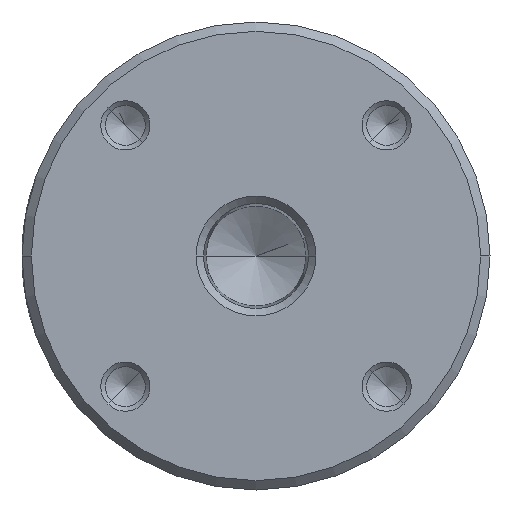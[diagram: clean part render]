
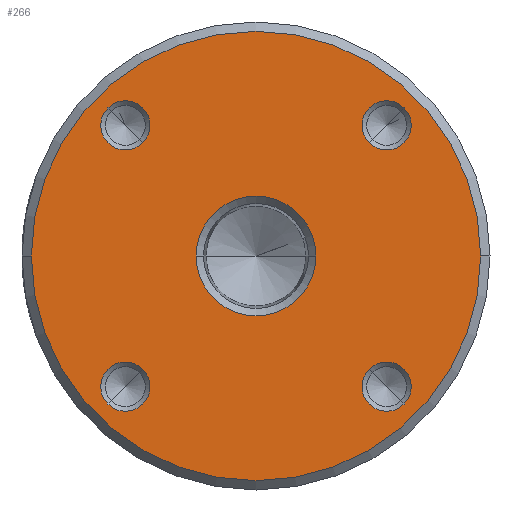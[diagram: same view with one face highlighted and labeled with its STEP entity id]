
A CAD part, left-side view. The second image highlights one B-rep face of the part: STEP entity #266.
In plain terms, the highlighted planar face has unit normal (-1, 0, 0).
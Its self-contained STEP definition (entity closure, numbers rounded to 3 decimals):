
#266=ADVANCED_FACE('',(#564,#565,#566,#567,#568,#569),#570,.T.);
#564=FACE_OUTER_BOUND('',#867,.T.);
#565=FACE_BOUND('',#868,.T.);
#566=FACE_BOUND('',#869,.T.);
#567=FACE_BOUND('',#870,.T.);
#568=FACE_BOUND('',#871,.T.);
#569=FACE_BOUND('',#872,.T.);
#570=PLANE('',#873);
#867=EDGE_LOOP('',(#1895,#1896));
#868=EDGE_LOOP('',(#1897,#1898));
#869=EDGE_LOOP('',(#1899,#1900));
#870=EDGE_LOOP('',(#1901,#1902));
#871=EDGE_LOOP('',(#1903,#1904));
#872=EDGE_LOOP('',(#1905,#1906));
#873=AXIS2_PLACEMENT_3D('',#1907,#1908,#1909);
#1895=ORIENTED_EDGE('',*,*,#2035,.T.);
#1896=ORIENTED_EDGE('',*,*,#2211,.T.);
#1897=ORIENTED_EDGE('',*,*,#2159,.T.);
#1898=ORIENTED_EDGE('',*,*,#2179,.T.);
#1899=ORIENTED_EDGE('',*,*,#2149,.T.);
#1900=ORIENTED_EDGE('',*,*,#2181,.T.);
#1901=ORIENTED_EDGE('',*,*,#2139,.T.);
#1902=ORIENTED_EDGE('',*,*,#2183,.T.);
#1903=ORIENTED_EDGE('',*,*,#2129,.T.);
#1904=ORIENTED_EDGE('',*,*,#2185,.T.);
#1905=ORIENTED_EDGE('',*,*,#2203,.T.);
#1906=ORIENTED_EDGE('',*,*,#2055,.T.);
#1907=CARTESIAN_POINT('',(-71.0,9.12,0.));
#1908=DIRECTION('',(-1.0,0.0,0.0));
#1909=DIRECTION('',(0.0,0.0,1.0));
#2035=EDGE_CURVE('',#2409,#2413,#2415,.T.);
#2055=EDGE_CURVE('',#2453,#2450,#2454,.T.);
#2129=EDGE_CURVE('',#2574,#2576,#2578,.T.);
#2139=EDGE_CURVE('',#2591,#2593,#2595,.T.);
#2149=EDGE_CURVE('',#2608,#2610,#2612,.T.);
#2159=EDGE_CURVE('',#2625,#2627,#2629,.T.);
#2179=EDGE_CURVE('',#2627,#2625,#2658,.T.);
#2181=EDGE_CURVE('',#2610,#2608,#2660,.T.);
#2183=EDGE_CURVE('',#2593,#2591,#2662,.T.);
#2185=EDGE_CURVE('',#2576,#2574,#2664,.T.);
#2203=EDGE_CURVE('',#2450,#2453,#2682,.T.);
#2211=EDGE_CURVE('',#2413,#2409,#2690,.T.);
#2409=VERTEX_POINT('',#3174);
#2413=VERTEX_POINT('',#3179);
#2415=CIRCLE('',#3182,18.24);
#2450=VERTEX_POINT('',#3295);
#2453=VERTEX_POINT('',#3299);
#2454=CIRCLE('',#3300,4.864);
#2574=VERTEX_POINT('',#3465);
#2576=VERTEX_POINT('',#3468);
#2578=CIRCLE('',#3471,2.0);
#2591=VERTEX_POINT('',#3488);
#2593=VERTEX_POINT('',#3491);
#2595=CIRCLE('',#3494,2.0);
#2608=VERTEX_POINT('',#3511);
#2610=VERTEX_POINT('',#3514);
#2612=CIRCLE('',#3517,2.0);
#2625=VERTEX_POINT('',#3534);
#2627=VERTEX_POINT('',#3537);
#2629=CIRCLE('',#3540,2.0);
#2658=CIRCLE('',#3612,2.0);
#2660=CIRCLE('',#3614,2.0);
#2662=CIRCLE('',#3616,2.0);
#2664=CIRCLE('',#3618,2.0);
#2682=CIRCLE('',#3669,4.864);
#2690=CIRCLE('',#3677,18.24);
#3174=CARTESIAN_POINT('',(-71.0,18.24,0.));
#3179=CARTESIAN_POINT('',(-71.0,-18.24,0.));
#3182=AXIS2_PLACEMENT_3D('',#3897,#3898,#3899);
#3295=CARTESIAN_POINT('',(-71.0,4.864,0.));
#3299=CARTESIAN_POINT('',(-71.0,-4.864,0.));
#3300=AXIS2_PLACEMENT_3D('',#3929,#3930,#3931);
#3465=CARTESIAN_POINT('',(-71.0,9.192,9.192));
#3468=CARTESIAN_POINT('',(-71.0,12.021,12.021));
#3471=AXIS2_PLACEMENT_3D('',#4057,#4058,#4059);
#3488=CARTESIAN_POINT('',(-71.0,-9.192,9.192));
#3491=CARTESIAN_POINT('',(-71.0,-12.021,12.021));
#3494=AXIS2_PLACEMENT_3D('',#4075,#4076,#4077);
#3511=CARTESIAN_POINT('',(-71.0,12.021,-12.021));
#3514=CARTESIAN_POINT('',(-71.0,9.192,-9.192));
#3517=AXIS2_PLACEMENT_3D('',#4093,#4094,#4095);
#3534=CARTESIAN_POINT('',(-71.0,-12.021,-12.021));
#3537=CARTESIAN_POINT('',(-71.0,-9.192,-9.192));
#3540=AXIS2_PLACEMENT_3D('',#4111,#4112,#4113);
#3612=AXIS2_PLACEMENT_3D('',#4148,#4149,#4150);
#3614=AXIS2_PLACEMENT_3D('',#4154,#4155,#4156);
#3616=AXIS2_PLACEMENT_3D('',#4160,#4161,#4162);
#3618=AXIS2_PLACEMENT_3D('',#4166,#4167,#4168);
#3669=AXIS2_PLACEMENT_3D('',#4217,#4218,#4219);
#3677=AXIS2_PLACEMENT_3D('',#4241,#4242,#4243);
#3897=CARTESIAN_POINT('',(-71.0,0.0,0.0));
#3898=DIRECTION('',(-1.0,0.0,0.0));
#3899=DIRECTION('',(0.0,1.0,0.));
#3929=CARTESIAN_POINT('',(-71.0,0.0,0.0));
#3930=DIRECTION('',(1.0,0.0,0.0));
#3931=DIRECTION('',(0.0,1.0,0.));
#4057=CARTESIAN_POINT('',(-71.0,10.607,10.607));
#4058=DIRECTION('',(1.0,0.0,0.0));
#4059=DIRECTION('',(0.0,-0.707,-0.707));
#4075=CARTESIAN_POINT('',(-71.0,-10.607,10.607));
#4076=DIRECTION('',(1.0,0.0,0.0));
#4077=DIRECTION('',(0.0,0.707,-0.707));
#4093=CARTESIAN_POINT('',(-71.0,10.607,-10.607));
#4094=DIRECTION('',(1.0,0.0,0.0));
#4095=DIRECTION('',(0.0,0.707,-0.707));
#4111=CARTESIAN_POINT('',(-71.0,-10.607,-10.607));
#4112=DIRECTION('',(1.0,0.0,0.0));
#4113=DIRECTION('',(0.0,-0.707,-0.707));
#4148=CARTESIAN_POINT('',(-71.0,-10.607,-10.607));
#4149=DIRECTION('',(1.0,0.0,0.0));
#4150=DIRECTION('',(0.0,-0.707,-0.707));
#4154=CARTESIAN_POINT('',(-71.0,10.607,-10.607));
#4155=DIRECTION('',(1.0,0.0,0.0));
#4156=DIRECTION('',(0.0,0.707,-0.707));
#4160=CARTESIAN_POINT('',(-71.0,-10.607,10.607));
#4161=DIRECTION('',(1.0,0.0,0.0));
#4162=DIRECTION('',(0.0,0.707,-0.707));
#4166=CARTESIAN_POINT('',(-71.0,10.607,10.607));
#4167=DIRECTION('',(1.0,0.0,0.0));
#4168=DIRECTION('',(0.0,-0.707,-0.707));
#4217=CARTESIAN_POINT('',(-71.0,0.0,0.0));
#4218=DIRECTION('',(1.0,0.0,0.0));
#4219=DIRECTION('',(0.0,1.0,0.));
#4241=CARTESIAN_POINT('',(-71.0,0.0,0.0));
#4242=DIRECTION('',(-1.0,0.0,0.0));
#4243=DIRECTION('',(0.0,1.0,0.));
